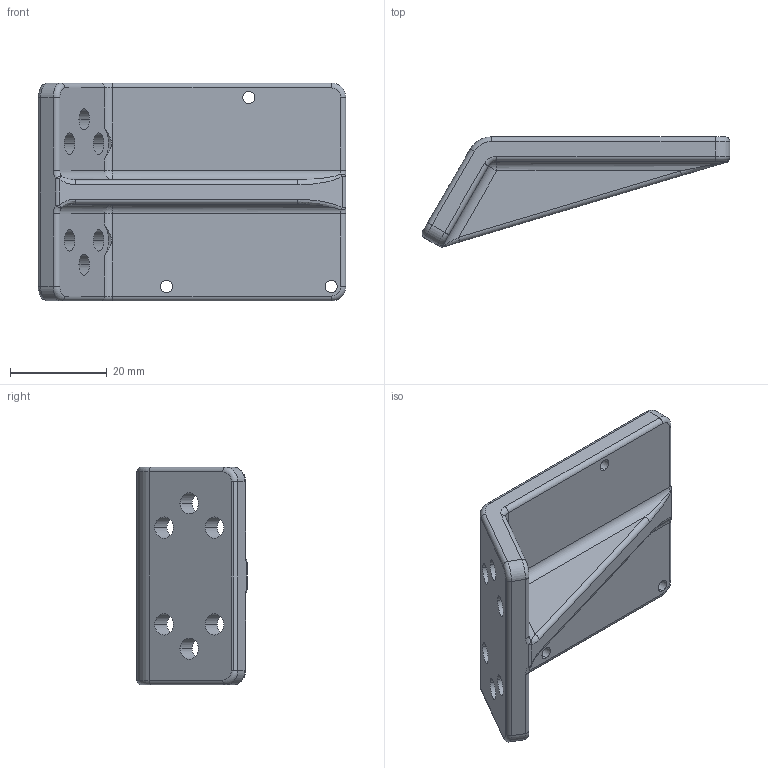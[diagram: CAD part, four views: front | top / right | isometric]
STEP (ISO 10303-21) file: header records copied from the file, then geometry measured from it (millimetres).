
FILE_DESCRIPTION (( 'STEP AP214' ), '1' );
FILE_NAME ('imu嘐隅ん.STEP', '2025-04-22T06:52:26', ( 'wsy' ), ( '' ), 'SwSTEP 2.0', 'SolidWorks 2020', '' );
FILE_SCHEMA (( 'AUTOMOTIVE_DESIGN' ));
Length unit declared in the file: millimetre
Products named in the file (1): imu嘐隅ん
Bounding box: 63.49 x 22.74 x 45 mm (x, y, z)
Volume: 17925.2 mm3; surface area: 8453 mm2
Topology: 1 solids, 1 shells, 89 faces, 213 edges, 124 vertices
Faces by surface type: cylinder 50, torus 16, plane 13, sphere 6, bspline 4
Entity records: 2825 total; most frequent: CARTESIAN_POINT 591, DIRECTION 495, ORIENTED_EDGE 422, EDGE_CURVE 211, AXIS2_PLACEMENT_3D 208, VERTEX_POINT 124, CIRCLE 122, EDGE_LOOP 107
